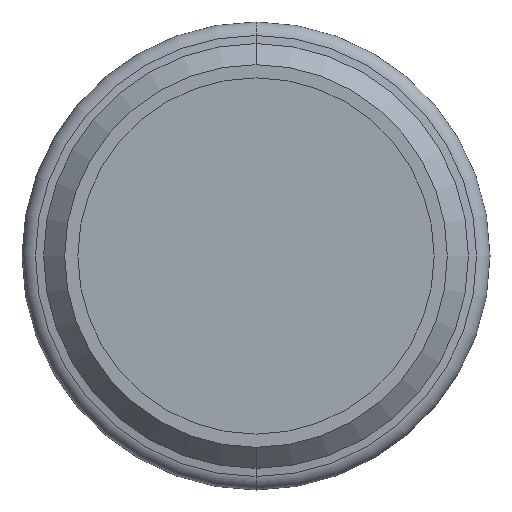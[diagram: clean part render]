
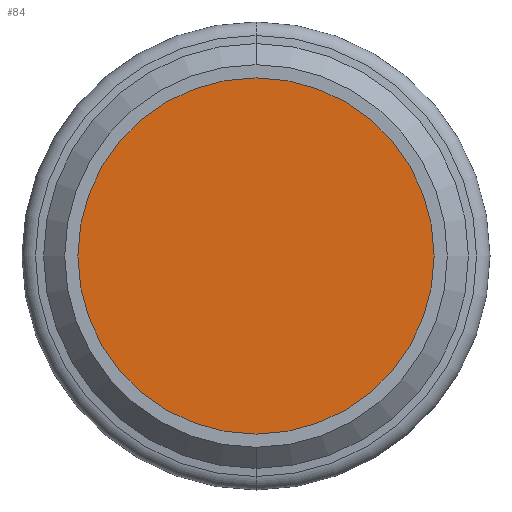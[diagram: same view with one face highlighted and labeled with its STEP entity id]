
A CAD part, front view. The second image highlights one B-rep face of the part: STEP entity #84.
In plain terms, the highlighted planar face has unit normal (0, -1, 0).
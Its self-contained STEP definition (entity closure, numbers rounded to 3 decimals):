
#48 = CIRCLE ( 'NONE', #381, 8.45 ) ;
#70 = AXIS2_PLACEMENT_3D ( 'NONE', #693, #716, #714 ) ;
#84 = ADVANCED_FACE ( 'NONE', ( #712 ), #706, .T. ) ;
#113 = CARTESIAN_POINT ( 'NONE',  ( 0., -2.4, 8.45 ) ) ;
#193 = DIRECTION ( 'NONE',  ( 0., 0., -1. ) ) ;
#196 = ORIENTED_EDGE ( 'NONE', *, *, #524, .T. ) ;
#206 = DIRECTION ( 'NONE',  ( 0., -1., 0. ) ) ;
#213 = CARTESIAN_POINT ( 'NONE',  ( 0., -2.4, 0. ) ) ;
#228 = CIRCLE ( 'NONE', #308, 8.45 ) ;
#240 = EDGE_LOOP ( 'NONE', ( #196, #556 ) ) ;
#303 = VERTEX_POINT ( 'NONE', #440 ) ;
#308 = AXIS2_PLACEMENT_3D ( 'NONE', #213, #206, #193 ) ;
#368 = DIRECTION ( 'NONE',  ( 0., 0., -1. ) ) ;
#371 = CARTESIAN_POINT ( 'NONE',  ( 0., -2.4, 0. ) ) ;
#377 = DIRECTION ( 'NONE',  ( 0., -1., 0. ) ) ;
#381 = AXIS2_PLACEMENT_3D ( 'NONE', #371, #377, #368 ) ;
#439 = EDGE_CURVE ( 'NONE', #639, #303, #48, .T. ) ;
#440 = CARTESIAN_POINT ( 'NONE',  ( 0., -2.4, -8.45 ) ) ;
#524 = EDGE_CURVE ( 'NONE', #303, #639, #228, .T. ) ;
#556 = ORIENTED_EDGE ( 'NONE', *, *, #439, .T. ) ;
#639 = VERTEX_POINT ( 'NONE', #113 ) ;
#693 = CARTESIAN_POINT ( 'NONE',  ( 0., -2.4, 0. ) ) ;
#706 = PLANE ( 'NONE',  #70 ) ;
#712 = FACE_OUTER_BOUND ( 'NONE', #240, .T. ) ;
#714 = DIRECTION ( 'NONE',  ( 0., 0., -1. ) ) ;
#716 = DIRECTION ( 'NONE',  ( 0., -1., 0. ) ) ;
